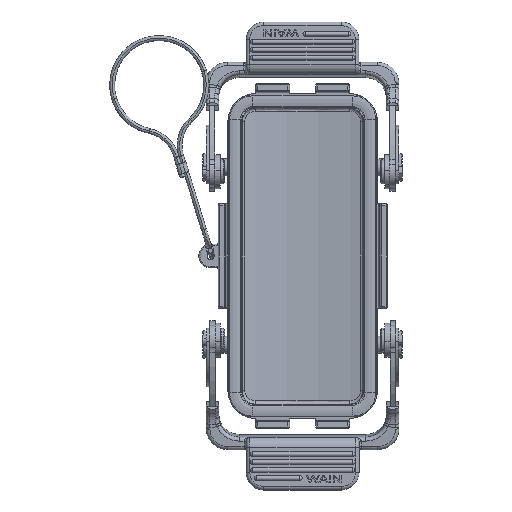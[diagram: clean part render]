
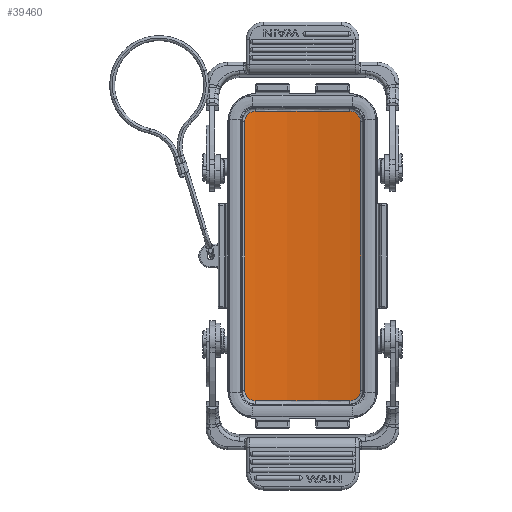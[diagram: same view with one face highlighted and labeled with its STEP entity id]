
A CAD part, front view. The second image highlights one B-rep face of the part: STEP entity #39460.
In plain terms, the highlighted cylindrical face has radius 77.4 mm (diameter 154.8 mm), a partial arc.
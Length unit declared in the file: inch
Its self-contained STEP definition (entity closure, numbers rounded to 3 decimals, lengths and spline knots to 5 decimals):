
#6660=CARTESIAN_POINT('',(0.,-2.86614,-1.64172));
#6661=DIRECTION('',(0.,0.,-1.));
#6662=DIRECTION('',(-0.176,0.984,0.));
#6663=AXIS2_PLACEMENT_3D('',#6660,#6661,#6662);
#6852=DIRECTION('',(0.,0.,-1.));
#6853=VECTOR('',#6852,3.04724);
#6854=CARTESIAN_POINT('',(0.65669,0.1095,
1.52362));
#6855=LINE('',#6854,#6853);
#6856=CARTESIAN_POINT('',(0.65669,0.1095,
-1.52362));
#6857=CARTESIAN_POINT('',(0.65671,0.1095,
-1.53384));
#6858=CARTESIAN_POINT('',(0.65417,0.11006,
-1.55367));
#6859=CARTESIAN_POINT('',(0.64186,0.11275,
-1.5834));
#6860=CARTESIAN_POINT('',(0.62322,0.11672,
-1.60757));
#6861=CARTESIAN_POINT('',(0.598,0.1219,
-1.62708));
#6862=CARTESIAN_POINT('',(0.56857,0.12764,
-1.63932));
#6863=CARTESIAN_POINT('',(0.5477,0.1315,
-1.64187));
#6864=CARTESIAN_POINT('',(0.53682,0.13345,
-1.64189));
#6866=DIRECTION('',(0.,0.,1.));
#6867=VECTOR('',#6866,3.04724);
#6868=CARTESIAN_POINT('',(-0.65669,0.1095,
-1.52362));
#6869=LINE('',#6868,#6867);
#6870=CARTESIAN_POINT('',(-0.65669,0.1095,
1.52362));
#6871=CARTESIAN_POINT('',(-0.65671,0.1095,
1.53384));
#6872=CARTESIAN_POINT('',(-0.65417,0.11006,
1.55367));
#6873=CARTESIAN_POINT('',(-0.64186,0.11275,
1.5834));
#6874=CARTESIAN_POINT('',(-0.62322,0.11672,
1.60757));
#6875=CARTESIAN_POINT('',(-0.598,0.1219,
1.62708));
#6876=CARTESIAN_POINT('',(-0.56857,0.12764,
1.63932));
#6877=CARTESIAN_POINT('',(-0.5477,0.1315,
1.64187));
#6878=CARTESIAN_POINT('',(-0.53682,0.13345,
1.64189));
#6880=CARTESIAN_POINT('',(0.,-2.86614,1.64172));
#6881=DIRECTION('',(0.,0.,-1.));
#6882=DIRECTION('',(-0.176,0.984,0.));
#6883=AXIS2_PLACEMENT_3D('',#6880,#6881,#6882);
#6885=CARTESIAN_POINT('',(0.53682,0.13345,
1.6418));
#6886=CARTESIAN_POINT('',(0.54773,0.13149,
1.64188));
#6887=CARTESIAN_POINT('',(0.56861,0.12763,
1.63927));
#6888=CARTESIAN_POINT('',(0.59741,0.12201,
1.62737));
#6889=CARTESIAN_POINT('',(0.6228,0.11681,
1.60806));
#6890=CARTESIAN_POINT('',(0.64174,0.11278,
1.58364));
#6891=CARTESIAN_POINT('',(0.65394,0.11011,
1.55454));
#6892=CARTESIAN_POINT('',(0.65663,0.10952,
1.5342));
#6893=CARTESIAN_POINT('',(0.65669,0.1095,
1.52362));
#6910=CARTESIAN_POINT('',(-0.65669,0.1095,
-1.52362));
#6911=CARTESIAN_POINT('',(-0.65664,0.10951,
-1.53412));
#6912=CARTESIAN_POINT('',(-0.65398,0.1101,
-1.55433));
#6913=CARTESIAN_POINT('',(-0.64188,0.11275,
-1.58339));
#6914=CARTESIAN_POINT('',(-0.62302,0.11676,
-1.60785));
#6915=CARTESIAN_POINT('',(-0.59763,0.12197,
-1.62723));
#6916=CARTESIAN_POINT('',(-0.56894,0.12757,
-1.63921));
#6917=CARTESIAN_POINT('',(-0.54781,0.13148,
-1.64186));
#6918=CARTESIAN_POINT('',(-0.53691,0.13343,
-1.6418));
#6920=CARTESIAN_POINT('',(-0.53691,0.13343,
-1.6418));
#22648=CARTESIAN_POINT('',(0.65669,0.1095,
1.52362));
#22649=VERTEX_POINT('',#22648);
#22650=VERTEX_POINT('',#6885);
#22653=CARTESIAN_POINT('',(0.65669,0.1095,
-1.52362));
#22654=VERTEX_POINT('',#22653);
#22655=VERTEX_POINT('',#6864);
#22664=CARTESIAN_POINT('',(-0.65669,0.1095,
-1.52362));
#22665=CARTESIAN_POINT('',(-0.65669,0.1095,
1.52362));
#22666=VERTEX_POINT('',#22664);
#22667=VERTEX_POINT('',#22665);
#22668=VERTEX_POINT('',#6878);
#22669=VERTEX_POINT('',#6920);
#39440=CARTESIAN_POINT('',(0.,-2.86614,-1.70753));
#39441=DIRECTION('',(0.,0.,1.));
#39442=DIRECTION('',(1.,0.,0.));
#39443=AXIS2_PLACEMENT_3D('',#39440,#39441,#39442);
#39444=CYLINDRICAL_SURFACE('',#39443,3.04724);
#39445=ORIENTED_EDGE('',*,*,#39433,.T.);
#39446=ORIENTED_EDGE('',*,*,#39237,.T.);
#39447=ORIENTED_EDGE('',*,*,#39269,.F.);
#39449=ORIENTED_EDGE('',*,*,#39448,.F.);
#39451=ORIENTED_EDGE('',*,*,#39450,.T.);
#39453=ORIENTED_EDGE('',*,*,#39452,.T.);
#39455=ORIENTED_EDGE('',*,*,#39454,.T.);
#39457=ORIENTED_EDGE('',*,*,#39456,.T.);
#39458=EDGE_LOOP('',(#39445,#39446,#39447,#39449,#39451,#39453,#39455,#39457));
#39459=FACE_OUTER_BOUND('',#39458,.F.);
#6664=CIRCLE('',#6663,3.04724);
#6865=B_SPLINE_CURVE_WITH_KNOTS('',3,(#6856,#6857,#6858,#6859,#6860,#6861,#6862,
#6863,#6864),.UNSPECIFIED.,.F.,.F.,(4,1,1,1,1,1,4),(0.,0.16667,
0.33333,0.5,0.66667,0.83333,1.),
.UNSPECIFIED.);
#6879=B_SPLINE_CURVE_WITH_KNOTS('',3,(#6870,#6871,#6872,#6873,#6874,#6875,#6876,
#6877,#6878),.UNSPECIFIED.,.F.,.F.,(4,1,1,1,1,1,4),(0.,0.16667,
0.33333,0.5,0.66667,0.83333,1.),
.UNSPECIFIED.);
#6884=CIRCLE('',#6883,3.04724);
#6894=B_SPLINE_CURVE_WITH_KNOTS('',3,(#6885,#6886,#6887,#6888,#6889,#6890,#6891,
#6892,#6893),.UNSPECIFIED.,.F.,.F.,(4,1,1,1,1,1,4),(0.,0.16667,
0.33333,0.5,0.66667,0.83333,1.),
.UNSPECIFIED.);
#6919=B_SPLINE_CURVE_WITH_KNOTS('',3,(#6910,#6911,#6912,#6913,#6914,#6915,#6916,
#6917,#6918),.UNSPECIFIED.,.F.,.F.,(4,1,1,1,1,1,4),(0.,0.16667,
0.33333,0.5,0.66667,0.83333,1.),
.UNSPECIFIED.);
#39237=EDGE_CURVE('',#22654,#22655,#6865,.T.);
#39269=EDGE_CURVE('',#22669,#22655,#6664,.T.);
#39433=EDGE_CURVE('',#22649,#22654,#6855,.T.);
#39448=EDGE_CURVE('',#22666,#22669,#6919,.T.);
#39450=EDGE_CURVE('',#22666,#22667,#6869,.T.);
#39452=EDGE_CURVE('',#22667,#22668,#6879,.T.);
#39454=EDGE_CURVE('',#22668,#22650,#6884,.T.);
#39456=EDGE_CURVE('',#22650,#22649,#6894,.T.);
#39460=ADVANCED_FACE('',(#39459),#39444,.F.);
